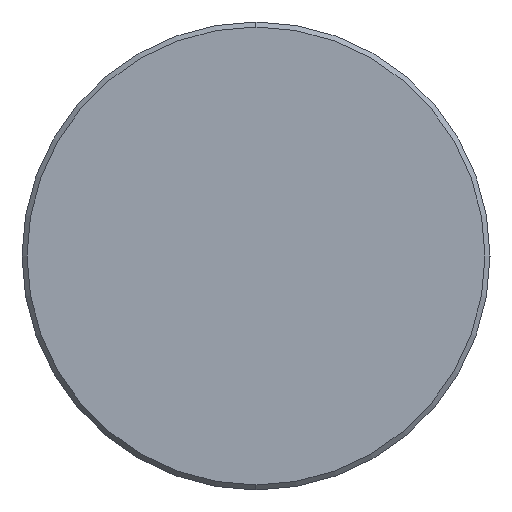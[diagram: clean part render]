
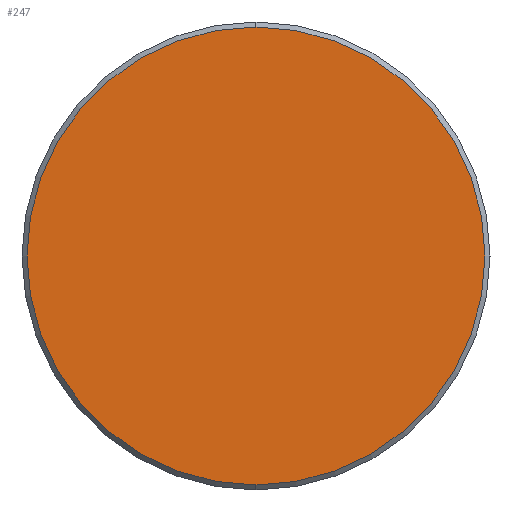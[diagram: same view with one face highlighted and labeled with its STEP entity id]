
A CAD part, left-side view. The second image highlights one B-rep face of the part: STEP entity #247.
In plain terms, the highlighted planar face has unit normal (-1, 0, 0).
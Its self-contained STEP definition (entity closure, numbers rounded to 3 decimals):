
#42 = CARTESIAN_POINT ( 'NONE',  ( 0., 0., 13.7 ) ) ;
#76 = EDGE_LOOP ( 'NONE', ( #317, #277 ) ) ;
#177 = CIRCLE ( 'NONE', #444, 13.7 ) ;
#210 = PLANE ( 'NONE',  #791 ) ;
#247 = ADVANCED_FACE ( 'NONE', ( #368 ), #210, .F. ) ;
#249 = DIRECTION ( 'NONE',  ( 0., 0., 1. ) ) ;
#277 = ORIENTED_EDGE ( 'NONE', *, *, #606, .T. ) ;
#282 = DIRECTION ( 'NONE',  ( 0., 0., -1. ) ) ;
#317 = ORIENTED_EDGE ( 'NONE', *, *, #605, .T. ) ;
#356 = VERTEX_POINT ( 'NONE', #42 ) ;
#368 = FACE_OUTER_BOUND ( 'NONE', #76, .T. ) ;
#429 = CARTESIAN_POINT ( 'NONE',  ( 0., 0., -13.7 ) ) ;
#431 = CARTESIAN_POINT ( 'NONE',  ( 0., 0., 0. ) ) ;
#444 = AXIS2_PLACEMENT_3D ( 'NONE', #564, #501, #249 ) ;
#454 = CARTESIAN_POINT ( 'NONE',  ( 0., 0., 0. ) ) ;
#489 = AXIS2_PLACEMENT_3D ( 'NONE', #431, #750, #816 ) ;
#501 = DIRECTION ( 'NONE',  ( -1., 0., 0. ) ) ;
#541 = VERTEX_POINT ( 'NONE', #429 ) ;
#564 = CARTESIAN_POINT ( 'NONE',  ( 0., 0., 0. ) ) ;
#605 = EDGE_CURVE ( 'NONE', #541, #356, #177, .T. ) ;
#606 = EDGE_CURVE ( 'NONE', #356, #541, #777, .T. ) ;
#657 = DIRECTION ( 'NONE',  ( 1., 0., 0. ) ) ;
#750 = DIRECTION ( 'NONE',  ( -1., 0., 0. ) ) ;
#777 = CIRCLE ( 'NONE', #489, 13.7 ) ;
#791 = AXIS2_PLACEMENT_3D ( 'NONE', #454, #657, #282 ) ;
#816 = DIRECTION ( 'NONE',  ( 0., 0., 1. ) ) ;
